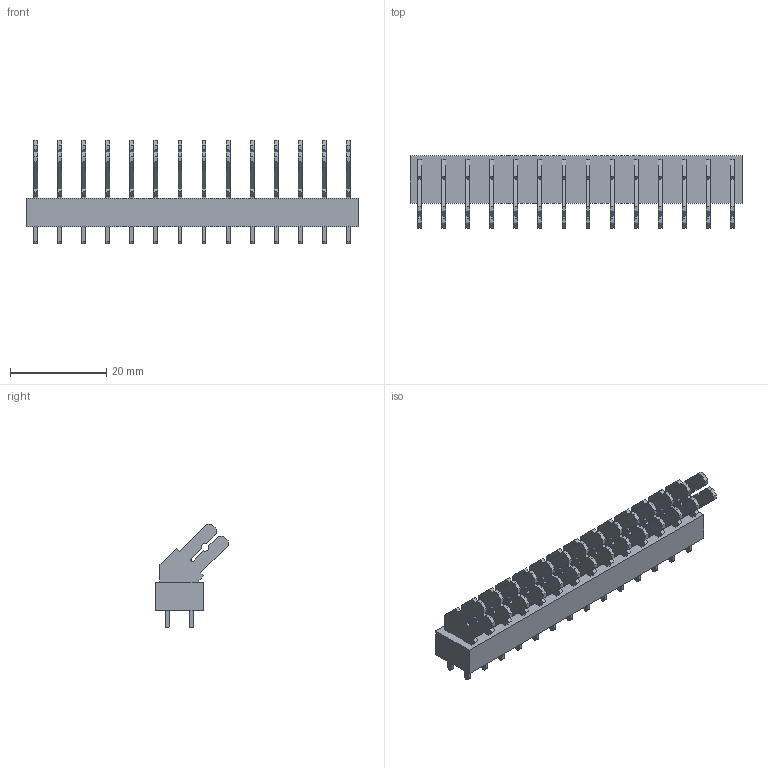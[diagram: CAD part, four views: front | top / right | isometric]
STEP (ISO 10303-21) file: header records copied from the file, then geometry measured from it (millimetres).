
FILE_DESCRIPTION(('CATIA V5 STEP Exchange','CAx-IF Rec.Pracs.--- Model Styling and Organization---1.2---2011-12-15'),'2;1');
FILE_NAME ('D1464969_0_9511910000_9511910000.stp','2018-08-31T15:41:35+00:00',('none'),('Weidmueller'),'CATIA Version 5-6 Release 2014','CATIA V5 STEP AP214','none');
FILE_SCHEMA(('AUTOMOTIVE_DESIGN { 1 0 10303 214 1 1 1 1 }'));
Length unit declared in the file: millimetre
Products named in the file (1): 9511910000
Bounding box: 69 x 15.01 x 21.5 mm (x, y, z)
Volume: 5116.9 mm3; surface area: 6921.3 mm2
Topology: 15 solids, 15 shells, 566 faces, 1608 edges, 1072 vertices
Faces by surface type: plane 496, cylinder 70
Entity records: 15759 total; most frequent: ORIENTED_EDGE 3216, CARTESIAN_POINT 2775, DIRECTION 1796, EDGE_CURVE 1608, VECTOR 1468, LINE 1468, VERTEX_POINT 1072, EDGE_LOOP 622
